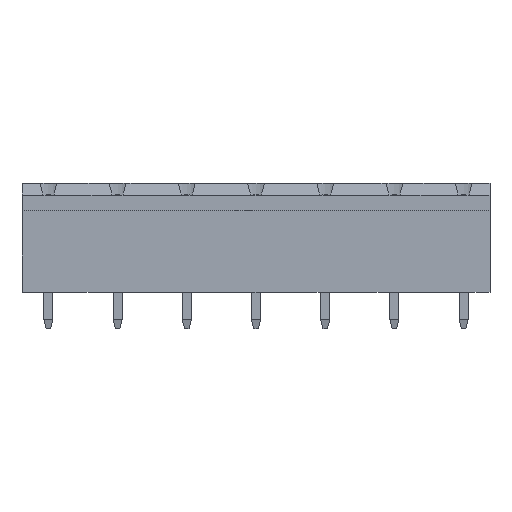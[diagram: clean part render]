
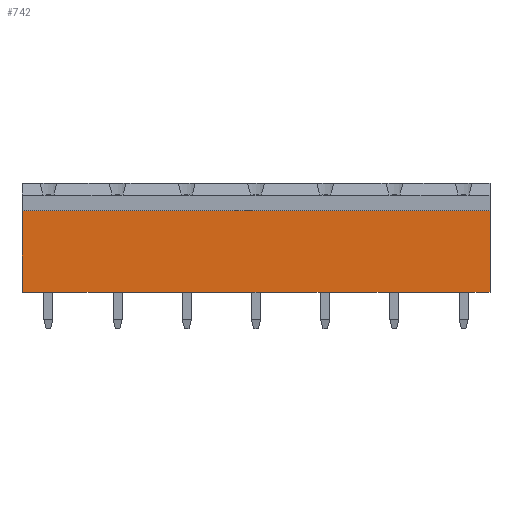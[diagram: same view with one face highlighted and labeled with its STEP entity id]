
A CAD part, front view. The second image highlights one B-rep face of the part: STEP entity #742.
In plain terms, the highlighted planar face has unit normal (0, -1, 0).
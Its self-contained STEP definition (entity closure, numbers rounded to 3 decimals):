
#742 = ADVANCED_FACE( '', ( #1521 ), #1522, .T. );
#1521 = FACE_OUTER_BOUND( '', #2349, .T. );
#1522 = PLANE( '', #2350 );
#2349 = EDGE_LOOP( '', ( #4403, #4404, #4405, #4406 ) );
#2350 = AXIS2_PLACEMENT_3D( '', #4407, #4408, #4409 );
#4403 = ORIENTED_EDGE( '', *, *, #5767, .F. );
#4404 = ORIENTED_EDGE( '', *, *, #5129, .F. );
#4405 = ORIENTED_EDGE( '', *, *, #5567, .T. );
#4406 = ORIENTED_EDGE( '', *, *, #5975, .T. );
#4407 = CARTESIAN_POINT( '', ( 25.76, -4.05, -6. ) );
#4408 = DIRECTION( '', ( 0., -1., 0. ) );
#4409 = DIRECTION( '', ( 0., 0., -1. ) );
#5129 = EDGE_CURVE( '', #6134, #6136, #6137, .T. );
#5567 = EDGE_CURVE( '', #6134, #6889, #6891, .T. );
#5767 = EDGE_CURVE( '', #6136, #7183, #7184, .T. );
#5975 = EDGE_CURVE( '', #6889, #7183, #7446, .T. );
#6134 = VERTEX_POINT( '', #7626 );
#6136 = VERTEX_POINT( '', #7629 );
#6137 = LINE( '', #7630, #7631 );
#6889 = VERTEX_POINT( '', #8721 );
#6891 = LINE( '', #8724, #8725 );
#7183 = VERTEX_POINT( '', #9155 );
#7184 = LINE( '', #9156, #9157 );
#7446 = LINE( '', #9561, #9562 );
#7626 = CARTESIAN_POINT( '', ( 25.76, -4.05, -6. ) );
#7629 = CARTESIAN_POINT( '', ( -25.76, -4.05, -6. ) );
#7630 = CARTESIAN_POINT( '', ( 25.76, -4.05, -6. ) );
#7631 = VECTOR( '', #9762, 1000. );
#8721 = CARTESIAN_POINT( '', ( 25.76, -4.05, 3. ) );
#8724 = CARTESIAN_POINT( '', ( 25.76, -4.05, -6. ) );
#8725 = VECTOR( '', #10189, 1000. );
#9155 = CARTESIAN_POINT( '', ( -25.76, -4.05, 3. ) );
#9156 = CARTESIAN_POINT( '', ( -25.76, -4.05, -6. ) );
#9157 = VECTOR( '', #10361, 1000. );
#9561 = CARTESIAN_POINT( '', ( 25.76, -4.05, 3. ) );
#9562 = VECTOR( '', #10519, 1000. );
#9762 = DIRECTION( '', ( -1., 0., 0. ) );
#10189 = DIRECTION( '', ( 0., 0., 1. ) );
#10361 = DIRECTION( '', ( 0., 0., 1. ) );
#10519 = DIRECTION( '', ( -1., 0., 0. ) );
